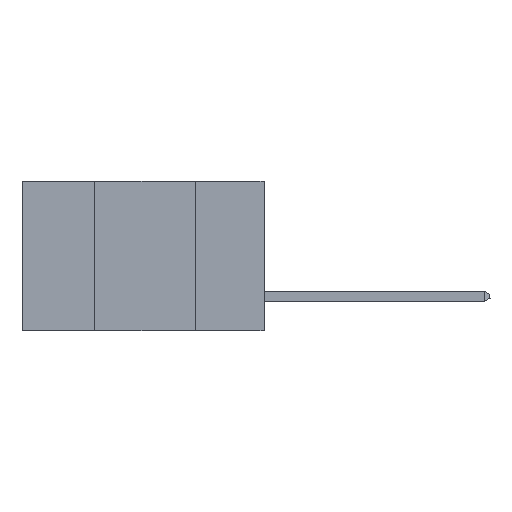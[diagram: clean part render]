
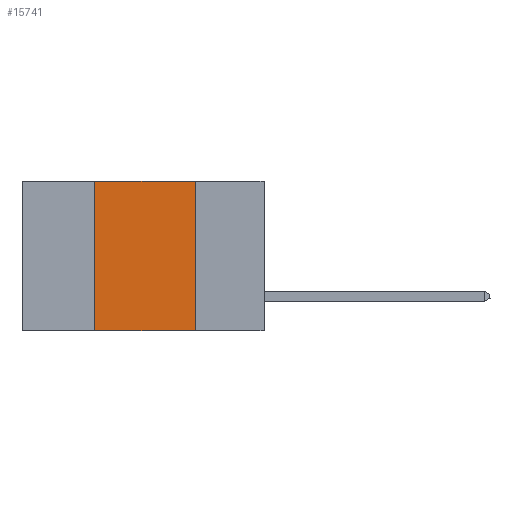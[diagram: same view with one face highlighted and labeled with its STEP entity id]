
A CAD part, left-side view. The second image highlights one B-rep face of the part: STEP entity #15741.
In plain terms, the highlighted planar face has unit normal (-1, 0, 0).
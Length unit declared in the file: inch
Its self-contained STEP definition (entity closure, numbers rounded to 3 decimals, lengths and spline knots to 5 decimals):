
#1714 = EDGE_CURVE ( 'NONE', #10357, #8205, #5371, .T. ) ;
#1754 = ORIENTED_EDGE ( 'NONE', *, *, #15506, .F. ) ;
#2775 = EDGE_CURVE ( 'NONE', #10357, #22907, #29878, .T. ) ;
#3049 = FACE_OUTER_BOUND ( 'NONE', #23413, .T. ) ;
#4303 = EDGE_CURVE ( 'NONE', #27908, #8205, #26391, .T. ) ;
#4542 = CARTESIAN_POINT ( 'NONE',  ( 0., 0.17, -0.37 ) ) ;
#4862 = CARTESIAN_POINT ( 'NONE',  ( 0., 0.6, -0.37 ) ) ;
#5371 = LINE ( 'NONE', #4862, #30323 ) ;
#6167 = ORIENTED_EDGE ( 'NONE', *, *, #4303, .F. ) ;
#6352 = CARTESIAN_POINT ( 'NONE',  ( 0., 0.17, 0. ) ) ;
#8205 = VERTEX_POINT ( 'NONE', #4542 ) ;
#10026 = ORIENTED_EDGE ( 'NONE', *, *, #2775, .F. ) ;
#10357 = VERTEX_POINT ( 'NONE', #27528 ) ;
#10707 = DIRECTION ( 'NONE',  ( 0., -1., 0. ) ) ;
#11455 = DIRECTION ( 'NONE',  ( 1., 0., 0. ) ) ;
#11863 = CARTESIAN_POINT ( 'NONE',  ( 0., 0.6, 0. ) ) ;
#12820 = CARTESIAN_POINT ( 'NONE',  ( 0., 0.17, 0. ) ) ;
#13960 = DIRECTION ( 'NONE',  ( 0., 0., 1. ) ) ;
#14434 = VECTOR ( 'NONE', #10707, 39.37008 ) ;
#15506 = EDGE_CURVE ( 'NONE', #22907, #27908, #22362, .T. ) ;
#15741 = ADVANCED_FACE ( 'NONE', ( #3049 ), #16326, .F. ) ;
#16278 = CARTESIAN_POINT ( 'NONE',  ( 0., 0.42, 0. ) ) ;
#16326 = PLANE ( 'NONE',  #29027 ) ;
#18752 = DIRECTION ( 'NONE',  ( 0., 0., -1. ) ) ;
#19449 = CARTESIAN_POINT ( 'NONE',  ( 0., 0.42, 0. ) ) ;
#22362 = LINE ( 'NONE', #22653, #14434 ) ;
#22653 = CARTESIAN_POINT ( 'NONE',  ( 0., 0.6, 0. ) ) ;
#22907 = VERTEX_POINT ( 'NONE', #19449 ) ;
#23413 = EDGE_LOOP ( 'NONE', ( #6167, #1754, #10026, #23619 ) ) ;
#23619 = ORIENTED_EDGE ( 'NONE', *, *, #1714, .T. ) ;
#24859 = VECTOR ( 'NONE', #24950, 39.37008 ) ;
#24950 = DIRECTION ( 'NONE',  ( 0., 0., -1. ) ) ;
#26391 = LINE ( 'NONE', #12820, #24859 ) ;
#27528 = CARTESIAN_POINT ( 'NONE',  ( 0., 0.42, -0.37 ) ) ;
#27908 = VERTEX_POINT ( 'NONE', #6352 ) ;
#29027 = AXIS2_PLACEMENT_3D ( 'NONE', #11863, #11455, #18752 ) ;
#29081 = DIRECTION ( 'NONE',  ( 0., -1., 0. ) ) ;
#29124 = VECTOR ( 'NONE', #13960, 39.37008 ) ;
#29878 = LINE ( 'NONE', #16278, #29124 ) ;
#30323 = VECTOR ( 'NONE', #29081, 39.37008 ) ;
